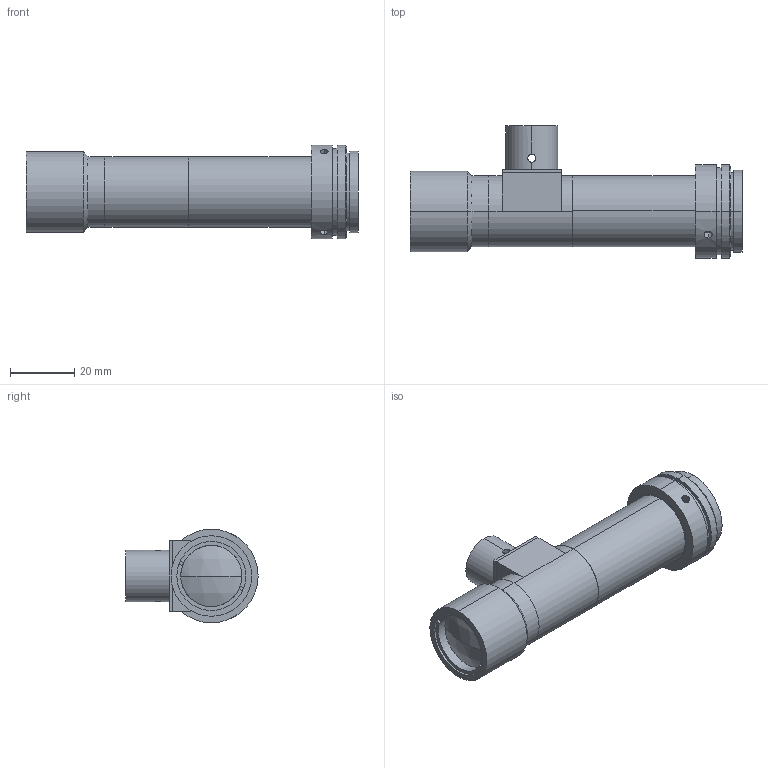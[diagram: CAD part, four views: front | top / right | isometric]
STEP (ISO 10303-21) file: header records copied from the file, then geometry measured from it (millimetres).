
FILE_DESCRIPTION (( 'STEP AP203' ), '1' );
FILE_NAME ('XF-MT3X65D-蚾饜极-20160406V5.STEP', '2016-04-08T08:34:43', ( 'cherishsunshine' ), ( '' ), 'SwSTEP 2.0', 'SolidWorks 2014', '' );
FILE_SCHEMA (( 'CONFIG_CONTROL_DESIGN' ));
Length unit declared in the file: millimetre
Products named in the file (1): XF-MT3X65D-蚾饜极-20160406V5
Bounding box: 102.97 x 41 x 29 mm (x, y, z)
Surface area: 14011.7 mm2 (no closed solid volume)
Topology: 0 solids, 8 shells, 111 faces, 280 edges, 183 vertices
Faces by surface type: cylinder 69, plane 34, cone 6, sphere 2
Entity records: 3804 total; most frequent: CARTESIAN_POINT 963, DIRECTION 626, ORIENTED_EDGE 504, EDGE_CURVE 280, AXIS2_PLACEMENT_3D 254, VERTEX_POINT 183, EDGE_LOOP 143, CIRCLE 142
